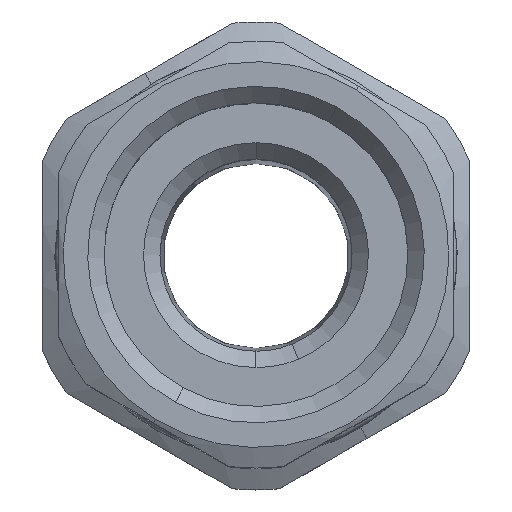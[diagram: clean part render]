
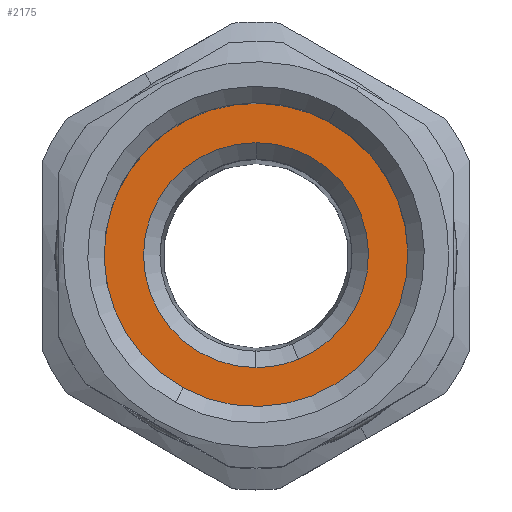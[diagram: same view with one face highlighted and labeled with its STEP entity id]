
A CAD part, top view. The second image highlights one B-rep face of the part: STEP entity #2175.
In plain terms, the highlighted planar face has unit normal (0, 0, 1).
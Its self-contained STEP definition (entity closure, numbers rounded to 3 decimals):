
#2026=AXIS2_PLACEMENT_3D('Circle Axis2P3D',#2024,#2025,$) ;
#2143=AXIS2_PLACEMENT_3D('Plane Axis2P3D',#2140,#2141,#2142) ;
#2151=AXIS2_PLACEMENT_3D('Circle Axis2P3D',#2149,#2150,$) ;
#2160=AXIS2_PLACEMENT_3D('Circle Axis2P3D',#2158,#2159,$) ;
#2167=AXIS2_PLACEMENT_3D('Circle Axis2P3D',#2165,#2166,$) ;
#1985=CARTESIAN_POINT('Vertex',(17.435,22.368,49.75)) ;
#1992=CARTESIAN_POINT('Vertex',(8.565,6.132,49.75)) ;
#1996=CARTESIAN_POINT('Control Point',(8.565,6.132,49.75)) ;
#1997=CARTESIAN_POINT('Control Point',(7.29,6.829,49.75)) ;
#1998=CARTESIAN_POINT('Control Point',(6.152,7.776,49.75)) ;
#1999=CARTESIAN_POINT('Control Point',(5.216,8.938,49.75)) ;
#2000=CARTESIAN_POINT('Control Point',(3.85,11.565,49.75)) ;
#2001=CARTESIAN_POINT('Control Point',(3.58,14.515,49.75)) ;
#2002=CARTESIAN_POINT('Control Point',(3.74,15.998,49.75)) ;
#2003=CARTESIAN_POINT('Control Point',(4.632,18.821,49.75)) ;
#2004=CARTESIAN_POINT('Control Point',(6.526,21.098,49.75)) ;
#2005=CARTESIAN_POINT('Control Point',(7.688,22.034,49.75)) ;
#2006=CARTESIAN_POINT('Control Point',(10.315,23.4,49.75)) ;
#2007=CARTESIAN_POINT('Control Point',(13.265,23.67,49.75)) ;
#2008=CARTESIAN_POINT('Control Point',(14.748,23.51,49.75)) ;
#2009=CARTESIAN_POINT('Control Point',(16.16,23.064,49.75)) ;
#2010=CARTESIAN_POINT('Control Point',(17.435,22.368,49.75)) ;
#2024=CARTESIAN_POINT('Axis2P3D Location',(13.,14.25,49.75)) ;
#2140=CARTESIAN_POINT('Axis2P3D Location',(13.,14.25,49.75)) ;
#2149=CARTESIAN_POINT('Axis2P3D Location',(13.,14.25,49.75)) ;
#2153=CARTESIAN_POINT('Vertex',(13.,21.1,49.75)) ;
#2155=CARTESIAN_POINT('Vertex',(15.587,7.907,49.75)) ;
#2158=CARTESIAN_POINT('Axis2P3D Location',(13.,14.25,49.75)) ;
#2162=CARTESIAN_POINT('Vertex',(13.,7.4,49.75)) ;
#2165=CARTESIAN_POINT('Axis2P3D Location',(13.,14.25,49.75)) ;
#2025=DIRECTION('Axis2P3D Direction',(0.,0.,-1.)) ;
#2141=DIRECTION('Axis2P3D Direction',(0.,0.,-1.)) ;
#2142=DIRECTION('Axis2P3D XDirection',(0.,1.,0.)) ;
#2150=DIRECTION('Axis2P3D Direction',(0.,0.,-1.)) ;
#2159=DIRECTION('Axis2P3D Direction',(0.,0.,-1.)) ;
#2166=DIRECTION('Axis2P3D Direction',(0.,0.,-1.)) ;
#2146=ORIENTED_EDGE('',*,*,#2011,.F.) ;
#2147=ORIENTED_EDGE('',*,*,#2028,.F.) ;
#2171=ORIENTED_EDGE('',*,*,#2157,.T.) ;
#2172=ORIENTED_EDGE('',*,*,#2164,.T.) ;
#2173=ORIENTED_EDGE('',*,*,#2169,.T.) ;
#2174=FACE_BOUND('',#2170,.T.) ;
#2175=ADVANCED_FACE('Part1.1\\Koerper.2',(#2148,#2174),#2144,.F.) ;
#1995=B_SPLINE_CURVE_WITH_KNOTS('',5,(#1996,#1997,#1998,#1999,#2000,#2001,#2002,#2003,#2004,#2005,#2006,#2007,#2008,#2009,#2010),.UNSPECIFIED.,.F.,.U.,(6,3,3,3,6),(-14.53,-7.265,0.,7.265,14.53),.UNSPECIFIED.) ;
#2027=CIRCLE('generated circle',#2026,9.25) ;
#2152=CIRCLE('generated circle',#2151,6.85) ;
#2161=CIRCLE('generated circle',#2160,6.85) ;
#2168=CIRCLE('generated circle',#2167,6.85) ;
#2011=EDGE_CURVE('',#1993,#1986,#1995,.T.) ;
#2028=EDGE_CURVE('',#1986,#1993,#2027,.T.) ;
#2157=EDGE_CURVE('',#2154,#2156,#2152,.T.) ;
#2164=EDGE_CURVE('',#2156,#2163,#2161,.T.) ;
#2169=EDGE_CURVE('',#2163,#2154,#2168,.T.) ;
#2145=EDGE_LOOP('',(#2146,#2147)) ;
#2170=EDGE_LOOP('',(#2171,#2172,#2173)) ;
#2148=FACE_OUTER_BOUND('',#2145,.T.) ;
#2144=PLANE('',#2143) ;
#1986=VERTEX_POINT('',#1985) ;
#1993=VERTEX_POINT('',#1992) ;
#2154=VERTEX_POINT('',#2153) ;
#2156=VERTEX_POINT('',#2155) ;
#2163=VERTEX_POINT('',#2162) ;
